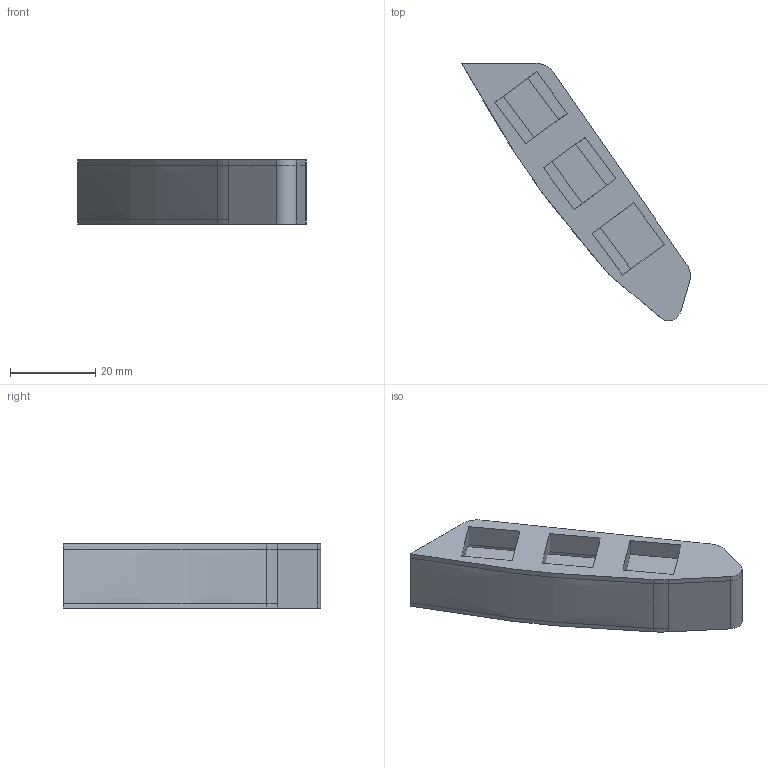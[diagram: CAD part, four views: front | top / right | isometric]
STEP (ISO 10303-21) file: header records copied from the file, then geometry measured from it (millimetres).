
FILE_DESCRIPTION(/* description */ (''),/* implementation_level */ '2;1');
FILE_NAME(/* name */ 'Steering_wheel_control v7.step',/* time_stamp */ '2022-12-19T17:07:33+01:00',/* author */ (''),/* organization */ (''),/* preprocessor_version */ 'ST-DEVELOPER v19.2',/* originating_system */ 'Autodesk Translation Framework v11.17.0.187',/* authorisation */ '');
FILE_SCHEMA (('AUTOMOTIVE_DESIGN { 1 0 10303 214 3 1 1 }'));
Length unit declared in the file: millimetre
Products named in the file (1): Steering_wheel_control
Bounding box: 53.52 x 60.25 x 15 mm (x, y, z)
Volume: 7974.8 mm3; surface area: 10301.1 mm2
Topology: 2 solids, 2 shells, 65 faces, 184 edges, 122 vertices
Faces by surface type: plane 42, cylinder 13, bspline 10
Full cylindrical faces by diameter (mm): 3 x1
Entity records: 3071 total; most frequent: CARTESIAN_POINT 1375, ORIENTED_EDGE 368, DIRECTION 302, EDGE_CURVE 184, LINE 136, VECTOR 136, VERTEX_POINT 122, AXIS2_PLACEMENT_3D 83
